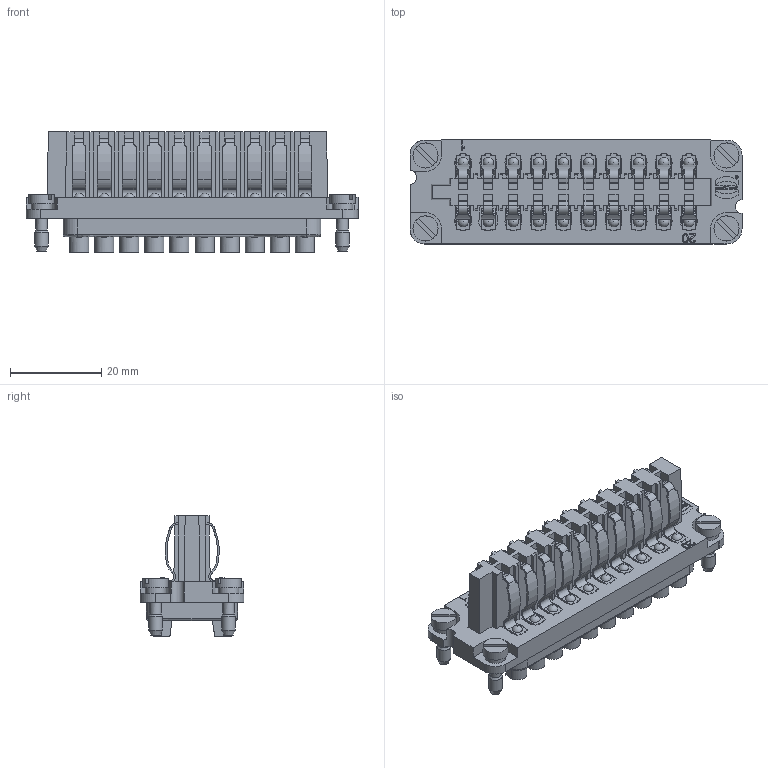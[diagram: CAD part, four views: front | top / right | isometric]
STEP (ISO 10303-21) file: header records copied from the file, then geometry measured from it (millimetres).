
FILE_DESCRIPTION(/* description */ (''),/* implementation_level */ '2;1');
FILE_NAME(/* name */ '100538166ugm000_b.stp',/* time_stamp */ '2019-08-30T07:34:45+02:00',/* author */ (''),/* organization */ (''),/* preprocessor_version */ 'ST-DEVELOPER v16.7',/* originating_system */ 'SIEMENS PLM Software NX 12.0',/* authorisation */ '');
FILE_SCHEMA (('AUTOMOTIVE_DESIGN { 1 0 10303 214 3 1 1 1 }'));
Products named in the file (1): 100538166ugm000_b
Bounding box: 72.8 x 22.8 x 26.4 mm (x, y, z)
Volume: 17285.5 mm3; surface area: 12236.5 mm2
Topology: 1 solids, 1 shells, 1386 faces, 4312 edges, 2987 vertices
Faces by surface type: plane 836, cylinder 425, cone 84, sphere 20, extrusion 11, bspline 6, revolution 4
Full cylindrical faces by diameter (mm): 0.55 x1, 0.65 x1, 2.4 x20, 2.5 x24, 3 x4, 4.5 x4, 5.5 x4
Entity records: 59156 total; most frequent: CARTESIAN_POINT 11890, ORIENTED_EDGE 8028, DIRECTION 7527, EDGE_CURVE 4014, VERTEX_POINT 2729, VECTOR 2527, LINE 2516, AXIS2_PLACEMENT_3D 2498
